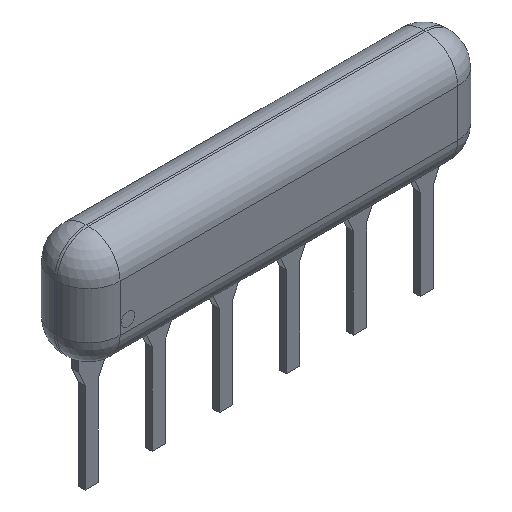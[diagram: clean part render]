
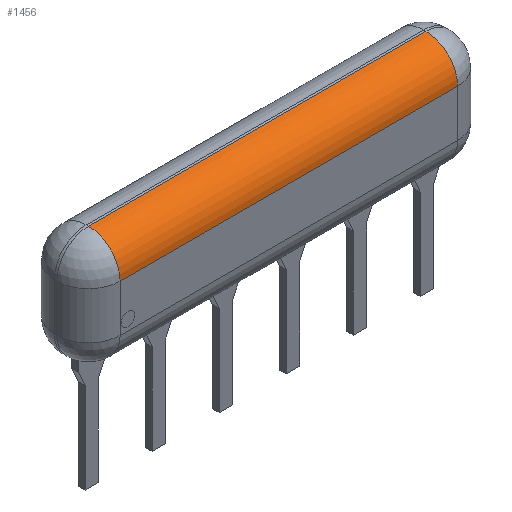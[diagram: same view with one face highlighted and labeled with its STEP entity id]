
A CAD part, isometric view. The second image highlights one B-rep face of the part: STEP entity #1456.
In plain terms, the highlighted cylindrical face has radius 1.2 mm (diameter 2.4 mm), a partial arc.
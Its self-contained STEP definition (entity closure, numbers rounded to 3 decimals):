
#33=CIRCLE($,#1562,1.2);
#43=CIRCLE($,#1582,1.2);
#61=CYLINDRICAL_SURFACE($,#1581,1.2);
#154=FACE_OUTER_BOUND($,#247,.T.);
#247=EDGE_LOOP($,(#1254,#1255,#1256,#1257));
#417=LINE($,#2378,#585);
#419=LINE($,#2382,#587);
#585=VECTOR($,#1949,12.79);
#587=VECTOR($,#1953,12.79);
#702=VERTEX_POINT($,#2337);
#703=VERTEX_POINT($,#2338);
#713=VERTEX_POINT($,#2377);
#714=VERTEX_POINT($,#2381);
#874=EDGE_CURVE($,#702,#703,#33,.T.);
#894=EDGE_CURVE($,#713,#703,#417,.T.);
#896=EDGE_CURVE($,#702,#714,#419,.T.);
#897=EDGE_CURVE($,#713,#714,#43,.T.);
#1254=ORIENTED_EDGE($,*,*,#896,.T.);
#1255=ORIENTED_EDGE($,*,*,#897,.F.);
#1256=ORIENTED_EDGE($,*,*,#894,.T.);
#1257=ORIENTED_EDGE($,*,*,#874,.F.);
#1456=ADVANCED_FACE($,(#154),#61,.T.);
#1562=AXIS2_PLACEMENT_3D($,#2339,#1901,#1902);
#1581=AXIS2_PLACEMENT_3D($,#2380,#1951,#1952);
#1582=AXIS2_PLACEMENT_3D($,#2383,#1954,#1955);
#1901=DIRECTION('center_axis',(-1.,0.,0.));
#1902=DIRECTION('ref_axis',(0.,-0.707,0.707));
#1949=DIRECTION($,(-1.,0.,0.));
#1951=DIRECTION('center_axis',(-1.,0.,0.));
#1952=DIRECTION('ref_axis',(0.,-0.707,0.707));
#1953=DIRECTION($,(1.,0.,0.));
#1954=DIRECTION('center_axis',(1.,0.,0.));
#1955=DIRECTION('ref_axis',(0.,-0.707,0.707));
#2337=CARTESIAN_POINT('',(-6.395,-1.245,3.88));
#2338=CARTESIAN_POINT('',(-6.395,-0.045,5.08));
#2339=CARTESIAN_POINT('Origin',(-6.395,-0.045,3.88));
#2377=CARTESIAN_POINT('',(6.395,-0.045,5.08));
#2378=CARTESIAN_POINT($,(9.513,-0.045,5.08));
#2380=CARTESIAN_POINT('Origin',(1.893,-0.045,3.88));
#2381=CARTESIAN_POINT('',(6.395,-1.245,3.88));
#2382=CARTESIAN_POINT($,(1.893,-1.245,3.88));
#2383=CARTESIAN_POINT('Origin',(6.395,-0.045,3.88));
